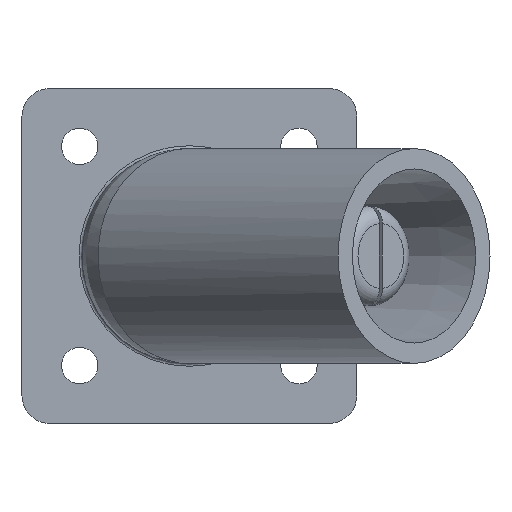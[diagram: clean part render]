
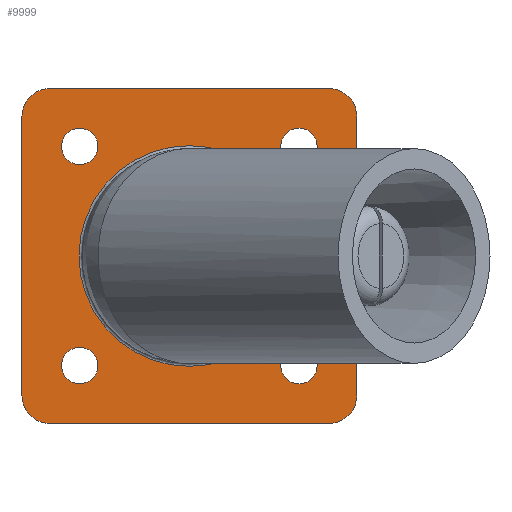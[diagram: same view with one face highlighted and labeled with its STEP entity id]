
A CAD part, left-side view. The second image highlights one B-rep face of the part: STEP entity #9999.
In plain terms, the highlighted planar face has unit normal (-1, 0, 0).
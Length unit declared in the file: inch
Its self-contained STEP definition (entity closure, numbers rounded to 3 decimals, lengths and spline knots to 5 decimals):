
#760 = VERTEX_POINT ( 'NONE', #32388 ) ;
#1224 = CARTESIAN_POINT ( 'NONE',  ( 1.13015, 2.62757, 2.79097 ) ) ;
#1668 = EDGE_LOOP ( 'NONE', ( #29254 ) ) ;
#1688 = ORIENTED_EDGE ( 'NONE', *, *, #2047, .T. ) ;
#1721 = CARTESIAN_POINT ( 'NONE',  ( 1.13015, 0.92057, 3.06147 ) ) ;
#1724 = ORIENTED_EDGE ( 'NONE', *, *, #10152, .T. ) ;
#1876 = AXIS2_PLACEMENT_3D ( 'NONE', #25194, #3016, #11342 ) ;
#1933 = CARTESIAN_POINT ( 'NONE',  ( 1.13015, 1.12757, 2.79097 ) ) ;
#2047 = EDGE_CURVE ( 'NONE', #760, #11028, #35117, .T. ) ;
#2186 = AXIS2_PLACEMENT_3D ( 'NONE', #21673, #31532, #5515 ) ;
#2366 = ORIENTED_EDGE ( 'NONE', *, *, #13399, .T. ) ;
#2379 = EDGE_CURVE ( 'NONE', #21261, #21261, #22609, .T. ) ;
#3016 = DIRECTION ( 'NONE',  ( -1., 0., 0. ) ) ;
#3060 = EDGE_LOOP ( 'NONE', ( #24968 ) ) ;
#3078 = CARTESIAN_POINT ( 'NONE',  ( 1.13015, 0.73257, 3.06147 ) ) ;
#3112 = ORIENTED_EDGE ( 'NONE', *, *, #19338, .F. ) ;
#3551 = CIRCLE ( 'NONE', #34194, 0.188 ) ;
#3570 = DIRECTION ( 'NONE',  ( -1., 0., 0. ) ) ;
#3681 = CARTESIAN_POINT ( 'NONE',  ( 1.13015, 0.73257, 2.87347 ) ) ;
#3906 = CARTESIAN_POINT ( 'NONE',  ( 1.13015, 3.02257, 3.06147 ) ) ;
#4437 = AXIS2_PLACEMENT_3D ( 'NONE', #17065, #3570, #14394 ) ;
#4463 = AXIS2_PLACEMENT_3D ( 'NONE', #27127, #31484, #9586 ) ;
#4658 = DIRECTION ( 'NONE',  ( 0., 0., -1. ) ) ;
#5210 = EDGE_CURVE ( 'NONE', #24269, #24269, #21436, .T. ) ;
#5515 = DIRECTION ( 'NONE',  ( 0., 0., -1. ) ) ;
#5810 = DIRECTION ( 'NONE',  ( 0., -1., 0. ) ) ;
#5900 = ORIENTED_EDGE ( 'NONE', *, *, #10398, .F. ) ;
#6180 = CARTESIAN_POINT ( 'NONE',  ( 1.13015, 0.73257, 3.06147 ) ) ;
#7474 = CARTESIAN_POINT ( 'NONE',  ( 1.13015, 0., 0. ) ) ;
#8021 = ORIENTED_EDGE ( 'NONE', *, *, #21296, .T. ) ;
#8381 = LINE ( 'NONE', #3078, #34747 ) ;
#8457 = CARTESIAN_POINT ( 'NONE',  ( 1.13015, 0.73257, 0.77147 ) ) ;
#8634 = EDGE_CURVE ( 'NONE', #34970, #34970, #9051, .T. ) ;
#9015 = LINE ( 'NONE', #6180, #19611 ) ;
#9051 = CIRCLE ( 'NONE', #24932, 0.1245 ) ;
#9586 = DIRECTION ( 'NONE',  ( 0., 0., 1. ) ) ;
#9657 = EDGE_LOOP ( 'NONE', ( #11848, #8021, #5900, #21239, #3112, #1688, #1724, #29023 ) ) ;
#9999 = ADVANCED_FACE ( 'NONE', ( #15121, #31492, #25960, #10817, #29535, #32357 ), #13292, .T. ) ;
#10101 = DIRECTION ( 'NONE',  ( -1., 0., 0. ) ) ;
#10152 = EDGE_CURVE ( 'NONE', #11028, #26555, #34114, .T. ) ;
#10398 = EDGE_CURVE ( 'NONE', #32549, #11927, #8381, .T. ) ;
#10817 = FACE_BOUND ( 'NONE', #3060, .T. ) ;
#10915 = ORIENTED_EDGE ( 'NONE', *, *, #8634, .F. ) ;
#10933 = EDGE_LOOP ( 'NONE', ( #10915 ) ) ;
#10946 = EDGE_CURVE ( 'NONE', #32549, #18557, #21722, .T. ) ;
#11028 = VERTEX_POINT ( 'NONE', #13618 ) ;
#11342 = DIRECTION ( 'NONE',  ( 0., 0., 1. ) ) ;
#11673 = DIRECTION ( 'NONE',  ( 0., -1., 0. ) ) ;
#11848 = ORIENTED_EDGE ( 'NONE', *, *, #14754, .T. ) ;
#11927 = VERTEX_POINT ( 'NONE', #14459 ) ;
#12044 = AXIS2_PLACEMENT_3D ( 'NONE', #22040, #25051, #22721 ) ;
#12866 = DIRECTION ( 'NONE',  ( 0., 0., 1. ) ) ;
#13292 = PLANE ( 'NONE',  #15891 ) ;
#13399 = EDGE_CURVE ( 'NONE', #22891, #22891, #20898, .T. ) ;
#13479 = DIRECTION ( 'NONE',  ( 0., 0., 1. ) ) ;
#13618 = CARTESIAN_POINT ( 'NONE',  ( 1.13015, 3.02257, 2.87347 ) ) ;
#14394 = DIRECTION ( 'NONE',  ( 0., 0., -1. ) ) ;
#14459 = CARTESIAN_POINT ( 'NONE',  ( 1.13015, 0.73257, 0.95947 ) ) ;
#14745 = VECTOR ( 'NONE', #5810, 39.37008 ) ;
#14754 = EDGE_CURVE ( 'NONE', #27577, #17298, #27130, .T. ) ;
#15121 = FACE_BOUND ( 'NONE', #19608, .T. ) ;
#15212 = DIRECTION ( 'NONE',  ( -1., 0., 0. ) ) ;
#15559 = CARTESIAN_POINT ( 'NONE',  ( 1.13015, 1.12757, 1.16647 ) ) ;
#15891 = AXIS2_PLACEMENT_3D ( 'NONE', #7474, #18830, #13479 ) ;
#16457 = EDGE_CURVE ( 'NONE', #26101, #26101, #17199, .T. ) ;
#16578 = DIRECTION ( 'NONE',  ( 0., 0., -1. ) ) ;
#17065 = CARTESIAN_POINT ( 'NONE',  ( 1.13015, 2.83457, 2.87347 ) ) ;
#17119 = DIRECTION ( 'NONE',  ( -1., 0., 0. ) ) ;
#17199 = CIRCLE ( 'NONE', #1876, 0.1245 ) ;
#17298 = VERTEX_POINT ( 'NONE', #25200 ) ;
#17472 = AXIS2_PLACEMENT_3D ( 'NONE', #17632, #28489, #4658 ) ;
#17632 = CARTESIAN_POINT ( 'NONE',  ( 1.13015, 1.87757, 1.91647 ) ) ;
#18114 = CARTESIAN_POINT ( 'NONE',  ( 1.13015, 2.83457, 0.95947 ) ) ;
#18215 = ORIENTED_EDGE ( 'NONE', *, *, #16457, .F. ) ;
#18454 = DIRECTION ( 'NONE',  ( 0., 0., -1. ) ) ;
#18557 = VERTEX_POINT ( 'NONE', #1721 ) ;
#18830 = DIRECTION ( 'NONE',  ( -1., 0., 0. ) ) ;
#19338 = EDGE_CURVE ( 'NONE', #760, #18557, #9015, .T. ) ;
#19608 = EDGE_LOOP ( 'NONE', ( #2366 ) ) ;
#19611 = VECTOR ( 'NONE', #11673, 39.37008 ) ;
#20587 = DIRECTION ( 'NONE',  ( 0., 0., -1. ) ) ;
#20898 = CIRCLE ( 'NONE', #17472, 0.755 ) ;
#21239 = ORIENTED_EDGE ( 'NONE', *, *, #10946, .T. ) ;
#21261 = VERTEX_POINT ( 'NONE', #35153 ) ;
#21292 = CARTESIAN_POINT ( 'NONE',  ( 1.13015, 2.83457, 0.77147 ) ) ;
#21296 = EDGE_CURVE ( 'NONE', #17298, #11927, #22603, .T. ) ;
#21436 = CIRCLE ( 'NONE', #25977, 0.1245 ) ;
#21668 = VECTOR ( 'NONE', #20587, 39.37008 ) ;
#21673 = CARTESIAN_POINT ( 'NONE',  ( 1.13015, 0.92057, 0.95947 ) ) ;
#21722 = CIRCLE ( 'NONE', #12044, 0.188 ) ;
#22040 = CARTESIAN_POINT ( 'NONE',  ( 1.13015, 0.92057, 2.87347 ) ) ;
#22603 = CIRCLE ( 'NONE', #2186, 0.188 ) ;
#22609 = CIRCLE ( 'NONE', #4463, 0.1245 ) ;
#22721 = DIRECTION ( 'NONE',  ( 0., 0., -1. ) ) ;
#22891 = VERTEX_POINT ( 'NONE', #34108 ) ;
#24269 = VERTEX_POINT ( 'NONE', #32465 ) ;
#24932 = AXIS2_PLACEMENT_3D ( 'NONE', #28113, #17119, #33473 ) ;
#24968 = ORIENTED_EDGE ( 'NONE', *, *, #2379, .F. ) ;
#25051 = DIRECTION ( 'NONE',  ( -1., 0., 0. ) ) ;
#25194 = CARTESIAN_POINT ( 'NONE',  ( 1.13015, 1.12757, 2.66647 ) ) ;
#25200 = CARTESIAN_POINT ( 'NONE',  ( 1.13015, 0.92057, 0.77147 ) ) ;
#25565 = EDGE_CURVE ( 'NONE', #26555, #27577, #3551, .T. ) ;
#25960 = FACE_BOUND ( 'NONE', #10933, .T. ) ;
#25977 = AXIS2_PLACEMENT_3D ( 'NONE', #15559, #15212, #12866 ) ;
#26101 = VERTEX_POINT ( 'NONE', #1933 ) ;
#26555 = VERTEX_POINT ( 'NONE', #31309 ) ;
#27127 = CARTESIAN_POINT ( 'NONE',  ( 1.13015, 2.62757, 1.16647 ) ) ;
#27130 = LINE ( 'NONE', #8457, #14745 ) ;
#27577 = VERTEX_POINT ( 'NONE', #21292 ) ;
#28113 = CARTESIAN_POINT ( 'NONE',  ( 1.13015, 2.62757, 2.66647 ) ) ;
#28489 = DIRECTION ( 'NONE',  ( 1., 0., 0. ) ) ;
#29023 = ORIENTED_EDGE ( 'NONE', *, *, #25565, .T. ) ;
#29254 = ORIENTED_EDGE ( 'NONE', *, *, #5210, .F. ) ;
#29535 = FACE_BOUND ( 'NONE', #1668, .T. ) ;
#31309 = CARTESIAN_POINT ( 'NONE',  ( 1.13015, 3.02257, 0.95947 ) ) ;
#31484 = DIRECTION ( 'NONE',  ( -1., 0., 0. ) ) ;
#31492 = FACE_OUTER_BOUND ( 'NONE', #9657, .T. ) ;
#31532 = DIRECTION ( 'NONE',  ( -1., 0., 0. ) ) ;
#32357 = FACE_BOUND ( 'NONE', #35226, .T. ) ;
#32388 = CARTESIAN_POINT ( 'NONE',  ( 1.13015, 2.83457, 3.06147 ) ) ;
#32465 = CARTESIAN_POINT ( 'NONE',  ( 1.13015, 1.12757, 1.29097 ) ) ;
#32549 = VERTEX_POINT ( 'NONE', #3681 ) ;
#33473 = DIRECTION ( 'NONE',  ( 0., 0., 1. ) ) ;
#34108 = CARTESIAN_POINT ( 'NONE',  ( 1.13015, 1.87757, 1.16147 ) ) ;
#34114 = LINE ( 'NONE', #3906, #21668 ) ;
#34194 = AXIS2_PLACEMENT_3D ( 'NONE', #18114, #10101, #18454 ) ;
#34747 = VECTOR ( 'NONE', #16578, 39.37008 ) ;
#34970 = VERTEX_POINT ( 'NONE', #1224 ) ;
#35117 = CIRCLE ( 'NONE', #4437, 0.188 ) ;
#35153 = CARTESIAN_POINT ( 'NONE',  ( 1.13015, 2.62757, 1.29097 ) ) ;
#35226 = EDGE_LOOP ( 'NONE', ( #18215 ) ) ;
